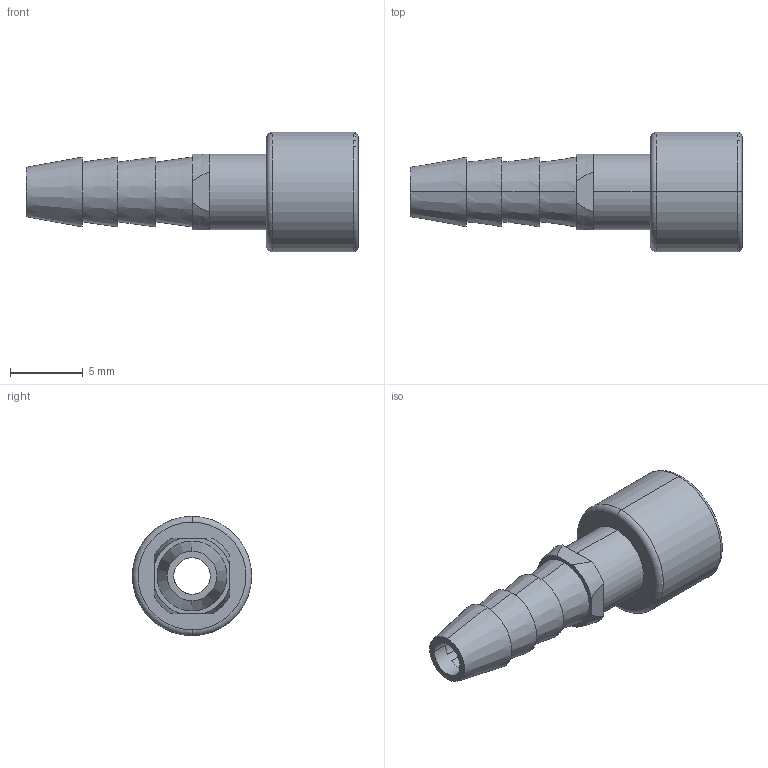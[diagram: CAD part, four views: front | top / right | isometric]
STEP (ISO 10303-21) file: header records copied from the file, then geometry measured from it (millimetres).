
FILE_DESCRIPTION((''),'2;1');
FILE_NAME('PCM-4_11','2017-06-17T',('tl.yang'),(''),'PRO/ENGINEER BY PARAMETRIC TECHNOLOGY CORPORATION, 2011500','PRO/ENGINEER BY PARAMETRIC TECHNOLOGY CORPORATION, 2011500','');
FILE_SCHEMA(('CONFIG_CONTROL_DESIGN'));
Length unit declared in the file: millimetre
Products named in the file (1): PCM-4_11
Bounding box: 22.8 x 8.2 x 8.2 mm (x, y, z)
Volume: 355.9 mm3; surface area: 756.1 mm2
Topology: 1 solids, 2 shells, 57 faces, 150 edges, 102 vertices
Faces by surface type: cone 18, plane 17, cylinder 12, torus 10
Entity records: 1892 total; most frequent: DIRECTION 354, CARTESIAN_POINT 343, ORIENTED_EDGE 300, AXIS2_PLACEMENT_3D 155, EDGE_CURVE 150, VERTEX_POINT 102, CIRCLE 98, EDGE_LOOP 66
